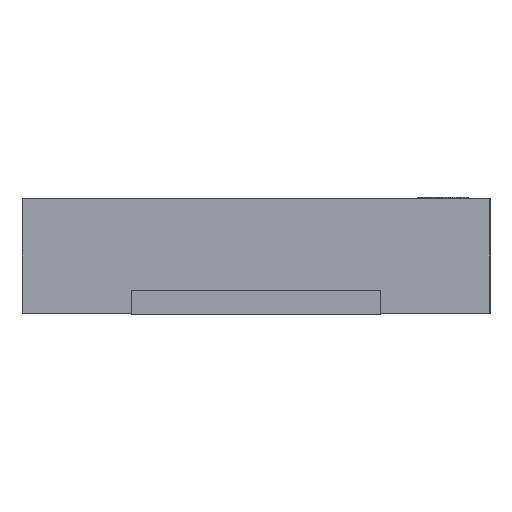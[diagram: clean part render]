
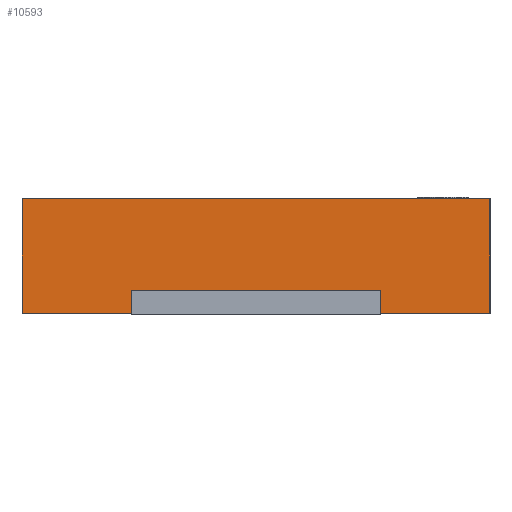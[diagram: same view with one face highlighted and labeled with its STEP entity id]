
A CAD part, left-side view. The second image highlights one B-rep face of the part: STEP entity #10593.
In plain terms, the highlighted planar face has unit normal (-1, 0, 0).
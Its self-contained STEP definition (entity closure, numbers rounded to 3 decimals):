
#251 = EDGE_LOOP ( 'NONE', ( #4922, #3052, #3253, #7557, #7459, #6462, #3340, #8781 ) ) ;
#257 = CARTESIAN_POINT ( 'NONE',  ( -3.65, 3.05, 0.3 ) ) ;
#888 = LINE ( 'NONE', #4550, #3952 ) ;
#1258 = DIRECTION ( 'NONE',  ( 0., 0., 1. ) ) ;
#1565 = VECTOR ( 'NONE', #9924, 1000. ) ;
#1582 = EDGE_CURVE ( 'NONE', #8581, #6294, #3292, .T. ) ;
#1877 = PLANE ( 'NONE',  #3644 ) ;
#2005 = FACE_OUTER_BOUND ( 'NONE', #251, .T. ) ;
#2160 = LINE ( 'NONE', #3170, #6822 ) ;
#2336 = VERTEX_POINT ( 'NONE', #4852 ) ;
#2523 = LINE ( 'NONE', #5156, #1565 ) ;
#3052 = ORIENTED_EDGE ( 'NONE', *, *, #11067, .T. ) ;
#3170 = CARTESIAN_POINT ( 'NONE',  ( -3.65, 3.05, 1.5 ) ) ;
#3253 = ORIENTED_EDGE ( 'NONE', *, *, #4615, .T. ) ;
#3292 = LINE ( 'NONE', #8746, #5790 ) ;
#3340 = ORIENTED_EDGE ( 'NONE', *, *, #1582, .T. ) ;
#3644 = AXIS2_PLACEMENT_3D ( 'NONE', #9081, #11834, #8230 ) ;
#3952 = VECTOR ( 'NONE', #7318, 1000. ) ;
#3974 = VERTEX_POINT ( 'NONE', #5053 ) ;
#4262 = VECTOR ( 'NONE', #1258, 1000. ) ;
#4550 = CARTESIAN_POINT ( 'NONE',  ( -3.65, 3.05, 1.49 ) ) ;
#4602 = EDGE_CURVE ( 'NONE', #3974, #5087, #9384, .T. ) ;
#4615 = EDGE_CURVE ( 'NONE', #7353, #2336, #10339, .T. ) ;
#4852 = CARTESIAN_POINT ( 'NONE',  ( -3.65, 1.625, 0. ) ) ;
#4922 = ORIENTED_EDGE ( 'NONE', *, *, #7664, .F. ) ;
#5053 = CARTESIAN_POINT ( 'NONE',  ( -3.65, 1.625, 0.3 ) ) ;
#5085 = VECTOR ( 'NONE', #7538, 1000. ) ;
#5087 = VERTEX_POINT ( 'NONE', #11551 ) ;
#5093 = DIRECTION ( 'NONE',  ( 0., 0., -1. ) ) ;
#5156 = CARTESIAN_POINT ( 'NONE',  ( -3.65, -3.05, 1.5 ) ) ;
#5431 = VECTOR ( 'NONE', #10536, 1000. ) ;
#5608 = CARTESIAN_POINT ( 'NONE',  ( -3.65, -3.05, 0. ) ) ;
#5790 = VECTOR ( 'NONE', #7856, 1000. ) ;
#5847 = CARTESIAN_POINT ( 'NONE',  ( -3.65, 3.05, 1.49 ) ) ;
#6294 = VERTEX_POINT ( 'NONE', #5608 ) ;
#6462 = ORIENTED_EDGE ( 'NONE', *, *, #8914, .T. ) ;
#6745 = DIRECTION ( 'NONE',  ( 0., -1., 0. ) ) ;
#6786 = CARTESIAN_POINT ( 'NONE',  ( -3.65, 1.625, 1.5 ) ) ;
#6822 = VECTOR ( 'NONE', #5093, 1000. ) ;
#7147 = CARTESIAN_POINT ( 'NONE',  ( -3.65, -1.625, 1.5 ) ) ;
#7318 = DIRECTION ( 'NONE',  ( 0., -1., 0. ) ) ;
#7353 = VERTEX_POINT ( 'NONE', #10812 ) ;
#7459 = ORIENTED_EDGE ( 'NONE', *, *, #4602, .T. ) ;
#7538 = DIRECTION ( 'NONE',  ( 0., 0., -1. ) ) ;
#7557 = ORIENTED_EDGE ( 'NONE', *, *, #9840, .T. ) ;
#7664 = EDGE_CURVE ( 'NONE', #7811, #11470, #888, .T. ) ;
#7811 = VERTEX_POINT ( 'NONE', #5847 ) ;
#7853 = CARTESIAN_POINT ( 'NONE',  ( -3.65, 3.05, 0. ) ) ;
#7856 = DIRECTION ( 'NONE',  ( 0., -1., 0. ) ) ;
#8118 = VECTOR ( 'NONE', #6745, 1000. ) ;
#8230 = DIRECTION ( 'NONE',  ( 0., 0., -1. ) ) ;
#8581 = VERTEX_POINT ( 'NONE', #11273 ) ;
#8746 = CARTESIAN_POINT ( 'NONE',  ( -3.65, 3.05, 0. ) ) ;
#8781 = ORIENTED_EDGE ( 'NONE', *, *, #9212, .F. ) ;
#8914 = EDGE_CURVE ( 'NONE', #5087, #8581, #11112, .T. ) ;
#9081 = CARTESIAN_POINT ( 'NONE',  ( -3.65, 3.05, 1.5 ) ) ;
#9212 = EDGE_CURVE ( 'NONE', #11470, #6294, #2523, .T. ) ;
#9384 = LINE ( 'NONE', #257, #8118 ) ;
#9840 = EDGE_CURVE ( 'NONE', #2336, #3974, #11203, .T. ) ;
#9924 = DIRECTION ( 'NONE',  ( 0., 0., -1. ) ) ;
#10339 = LINE ( 'NONE', #7853, #5431 ) ;
#10536 = DIRECTION ( 'NONE',  ( 0., -1., 0. ) ) ;
#10593 = ADVANCED_FACE ( 'NONE', ( #2005 ), #1877, .F. ) ;
#10812 = CARTESIAN_POINT ( 'NONE',  ( -3.65, 3.05, 0. ) ) ;
#11067 = EDGE_CURVE ( 'NONE', #7811, #7353, #2160, .T. ) ;
#11112 = LINE ( 'NONE', #7147, #5085 ) ;
#11203 = LINE ( 'NONE', #6786, #4262 ) ;
#11273 = CARTESIAN_POINT ( 'NONE',  ( -3.65, -1.625, 0. ) ) ;
#11470 = VERTEX_POINT ( 'NONE', #11534 ) ;
#11534 = CARTESIAN_POINT ( 'NONE',  ( -3.65, -3.05, 1.49 ) ) ;
#11551 = CARTESIAN_POINT ( 'NONE',  ( -3.65, -1.625, 0.3 ) ) ;
#11834 = DIRECTION ( 'NONE',  ( 1., 0., 0. ) ) ;
